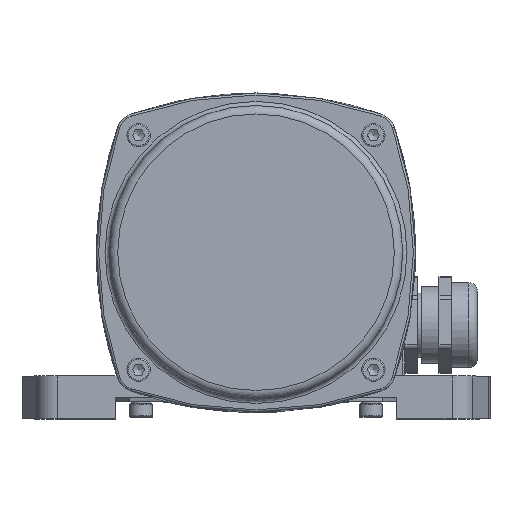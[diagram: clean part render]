
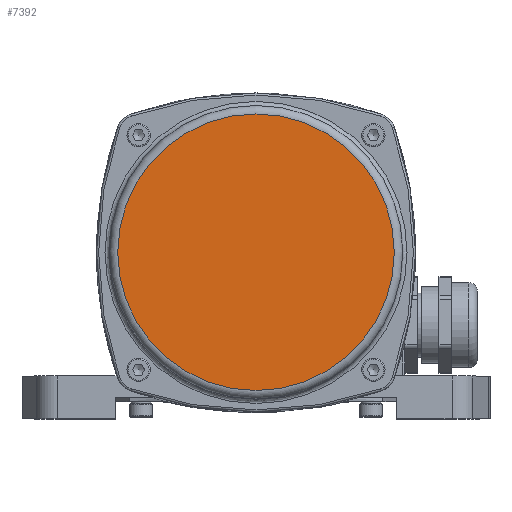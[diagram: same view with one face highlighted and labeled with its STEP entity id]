
A CAD part, top view. The second image highlights one B-rep face of the part: STEP entity #7392.
In plain terms, the highlighted planar face has unit normal (0, 0, 1).
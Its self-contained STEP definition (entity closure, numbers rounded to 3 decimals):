
#7372=CARTESIAN_POINT('',(32.5,0.,82.5));
#7373=VERTEX_POINT('',#7372);
#7374=CARTESIAN_POINT('',(0.,0.,82.5));
#7375=DIRECTION('',(0.0,0.0,-1.0));
#7376=DIRECTION('',(-1.0,0.0,0.0));
#7377=AXIS2_PLACEMENT_3D('',#7374,#7375,#7376);
#7378=CIRCLE('',#7377,32.5);
#7379=EDGE_CURVE('',#7373,#7373,#7378,.T.);
#7384=CARTESIAN_POINT('',(17.25,0.,82.5));
#7385=DIRECTION('',(0.0,0.0,1.0));
#7386=DIRECTION('',(1.0,0.0,0.0));
#7387=AXIS2_PLACEMENT_3D('',#7384,#7385,#7386);
#7388=PLANE('',#7387);
#7389=ORIENTED_EDGE('',*,*,#7379,.F.);
#7390=EDGE_LOOP('',(#7389));
#7391=FACE_OUTER_BOUND('',#7390,.T.);
#7392=ADVANCED_FACE('',(#7391),#7388,.T.);
